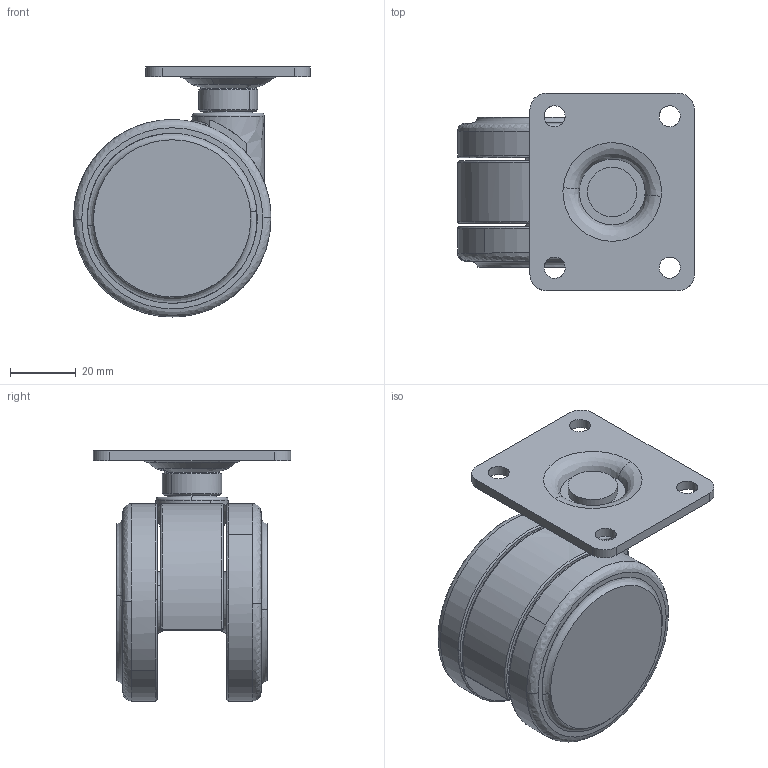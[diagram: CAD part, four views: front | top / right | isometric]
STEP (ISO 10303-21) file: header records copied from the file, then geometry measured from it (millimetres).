
FILE_DESCRIPTION((''),'2;1');
FILE_NAME('','2012-08-22T09:47:39',(''),(''),'','CADfix','');
FILE_SCHEMA(('AUTOMOTIVE_DESIGN { 1 0 10303 214 1 1 1 1 }'));
Length unit declared in the file: millimetre
Bounding box: 72 x 60 x 76 mm (x, y, z)
Volume: 95162 mm3; surface area: 34452.8 mm2
Topology: 5 solids, 5 shells, 158 faces, 557 edges, 420 vertices
Faces by surface type: bspline 158
Entity records: 10666 total; most frequent: CARTESIAN_POINT 7391, ORIENTED_EDGE 1114, EDGE_CURVE 557, B_SPLINE_CURVE_WITH_KNOTS 430, VERTEX_POINT 420, EDGE_LOOP 181, FACE_OUTER_BOUND 158, ADVANCED_FACE 158
